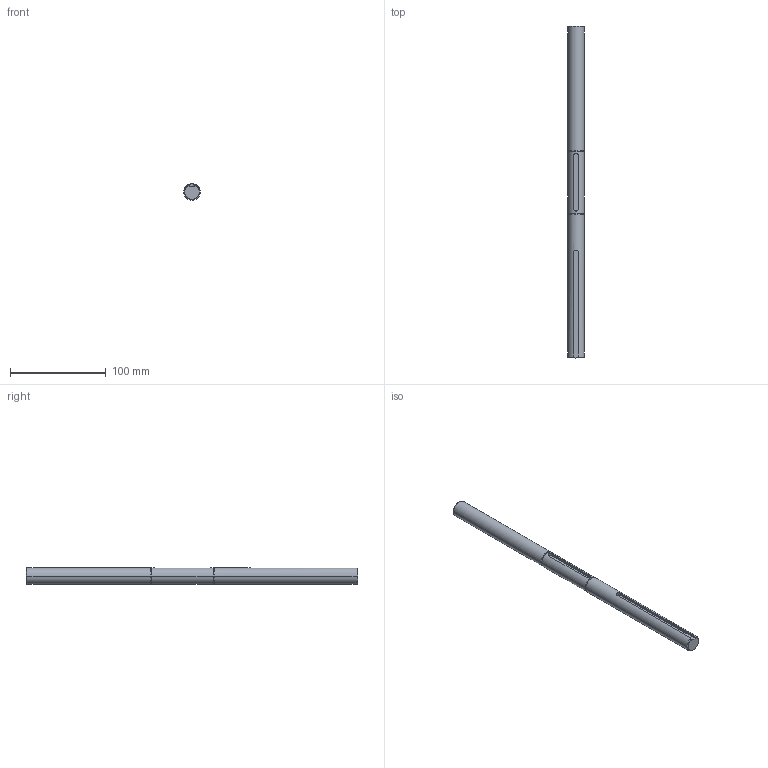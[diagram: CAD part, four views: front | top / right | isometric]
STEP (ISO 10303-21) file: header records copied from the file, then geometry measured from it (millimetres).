
FILE_DESCRIPTION(('CATIA V5 STEP Exchange'),'2;1');
FILE_NAME('arbre 1.stp','2019-02-28T18:15:48+00:00',('none'),('none'),'CATIA Version 5 Release 20 GA (IN-10)','CATIA V5 STEP AP203','none');
FILE_SCHEMA(('CONFIG_CONTROL_DESIGN'));
Length unit declared in the file: millimetre
Products named in the file (1): arbre 1
Bounding box: 17 x 346 x 17 mm (x, y, z)
Volume: 75887.1 mm3; surface area: 20013.2 mm2
Topology: 1 solids, 1 shells, 30 faces, 65 edges, 42 vertices
Faces by surface type: cylinder 13, plane 12, cone 5
Entity records: 817 total; most frequent: CARTESIAN_POINT 174, ORIENTED_EDGE 130, DIRECTION 96, EDGE_CURVE 65, AXIS2_PLACEMENT_3D 48, VERTEX_POINT 42, EDGE_LOOP 35, VECTOR 31
